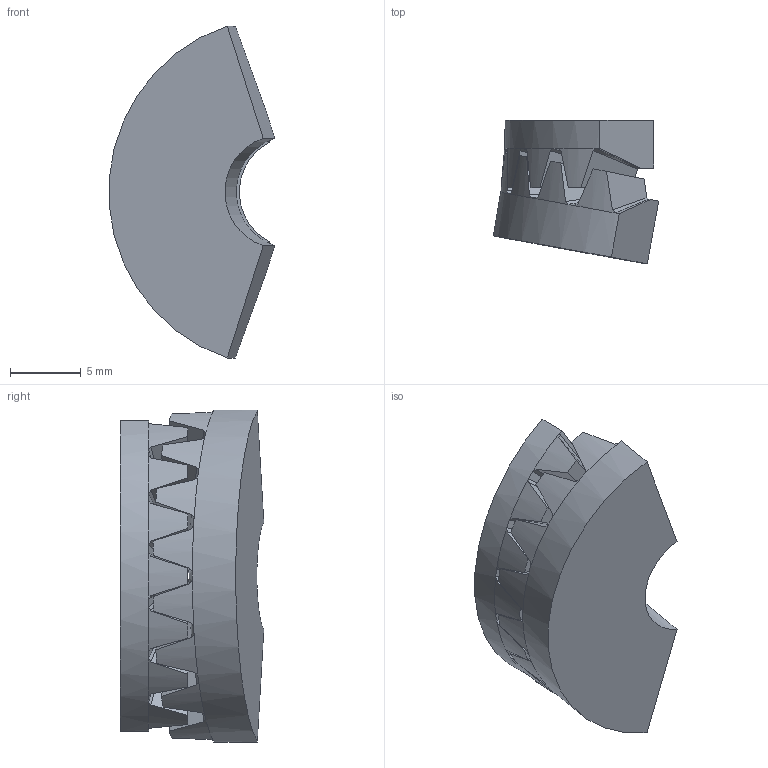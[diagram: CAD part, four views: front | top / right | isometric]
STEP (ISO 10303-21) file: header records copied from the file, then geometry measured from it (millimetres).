
FILE_DESCRIPTION((''),'2;1');
FILE_NAME('PCT12108GPROVA2_ASM','2015-10-01T',('S.Ellero'),(''),'PRO/ENGINEER BY PARAMETRIC TECHNOLOGY CORPORATION, 2011490','PRO/ENGINEER BY PARAMETRIC TECHNOLOGY CORPORATION, 2011490','');
FILE_SCHEMA(('CONFIG_CONTROL_DESIGN'));
Length unit declared in the file: millimetre
Products named in the file (3): PCT12108P101; PCT12108P102; PCT12108GPROVA2_ASM
Assembly tree (2 placements, depth 2):
  PCT12108GPROVA2_ASM
    PCT12108P101
    PCT12108P102
Bounding box: 11.71 x 10.17 x 23.51 mm (x, y, z)
Volume: 1387.6 mm3; surface area: 1383.6 mm2
Topology: 2 solids, 2 shells, 134 faces, 355 edges, 253 vertices
Faces by surface type: bspline 77, cone 45, plane 8, cylinder 4
Entity records: 6223 total; most frequent: CARTESIAN_POINT 3305, ORIENTED_EDGE 660, DIRECTION 437, EDGE_CURVE 330, VERTEX_POINT 200, B_SPLINE_CURVE_WITH_KNOTS 185, AXIS2_PLACEMENT_3D 157, EDGE_LOOP 134
